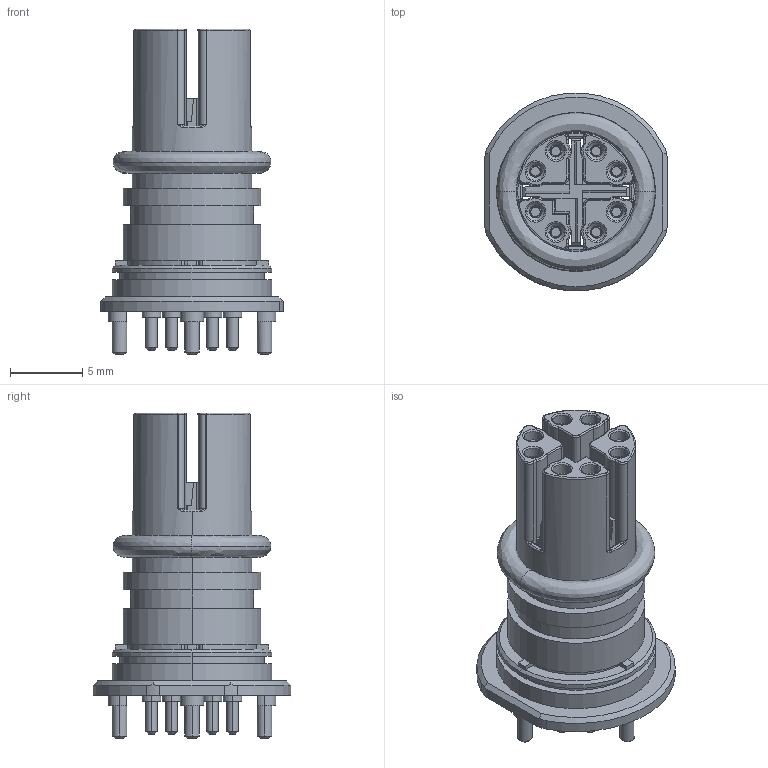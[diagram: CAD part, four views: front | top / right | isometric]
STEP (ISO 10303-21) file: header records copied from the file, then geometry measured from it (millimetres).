
FILE_DESCRIPTION (( 'STEP AP203' ), '1' );
FILE_NAME ('P223.STEP', '2020-03-31T06:42:53', ( 'edpusr' ), ( 'Microsoft' ), 'SwSTEP 2.0', 'SolidWorks 2015', '' );
FILE_SCHEMA (( 'CONFIG_CONTROL_DESIGN' ));
Length unit declared in the file: millimetre
Products named in the file (1): P223
Bounding box: 12.6 x 13.65 x 22.5 mm (x, y, z)
Volume: 1332.4 mm3; surface area: 3532.1 mm2
Topology: 11 solids, 11 shells, 751 faces, 1909 edges, 1222 vertices
Faces by surface type: plane 285, cylinder 250, bspline 148, cone 68
Entity records: 28040 total; most frequent: CARTESIAN_POINT 10422, ORIENTED_EDGE 3798, DIRECTION 3474, EDGE_CURVE 1899, AXIS2_PLACEMENT_3D 1299, VERTEX_POINT 1222, VECTOR 876, LINE 876
